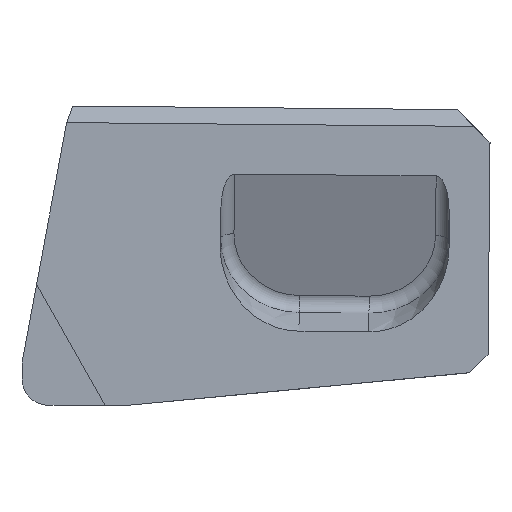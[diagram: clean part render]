
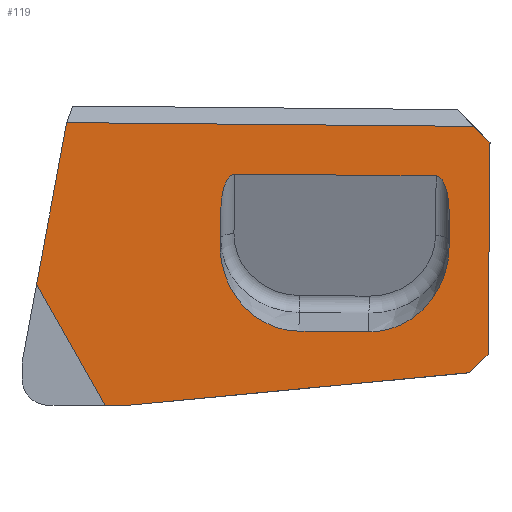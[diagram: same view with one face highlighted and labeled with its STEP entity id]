
A CAD part, top view. The second image highlights one B-rep face of the part: STEP entity #119.
In plain terms, the highlighted planar face has unit normal (0, 0, 1).
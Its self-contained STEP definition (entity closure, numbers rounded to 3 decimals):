
#41=FACE_BOUND('',#243,.T.);
#42=FACE_BOUND('',#244,.T.);
#45=ELLIPSE('',#936,2.581,2.393);
#46=ELLIPSE('',#937,1.068,0.4);
#47=ELLIPSE('',#938,2.581,2.393);
#91=B_SPLINE_CURVE_WITH_KNOTS('',3,(#1878,#1879,#1880,#1881,#1882,#1883,
#1884,#1885,#1886,#1887,#1888,#1889,#1890,#1891,#1892,#1893,#1894,#1895,
#1896,#1897),.UNSPECIFIED.,.F.,.F.,(4,1,1,1,1,1,1,1,1,1,1,1,1,1,1,1,1,4),
(0.,0.059,0.118,0.176,0.235,0.294,
0.353,0.412,0.471,0.529,0.588,
0.647,0.706,0.765,0.824,0.882,
0.941,1.),.UNSPECIFIED.);
#119=ADVANCED_FACE('',(#41,#42),#158,.F.);
#158=PLANE('',#939);
#243=EDGE_LOOP('',(#398,#399,#400,#401,#402,#403,#404,#405));
#244=EDGE_LOOP('',(#406,#407,#408,#409,#410,#411,#412,#413));
#398=ORIENTED_EDGE('',*,*,#647,.F.);
#399=ORIENTED_EDGE('',*,*,#642,.T.);
#400=ORIENTED_EDGE('',*,*,#648,.F.);
#401=ORIENTED_EDGE('',*,*,#649,.F.);
#402=ORIENTED_EDGE('',*,*,#650,.F.);
#403=ORIENTED_EDGE('',*,*,#651,.F.);
#404=ORIENTED_EDGE('',*,*,#652,.T.);
#405=ORIENTED_EDGE('',*,*,#626,.F.);
#406=ORIENTED_EDGE('',*,*,#653,.F.);
#407=ORIENTED_EDGE('',*,*,#654,.T.);
#408=ORIENTED_EDGE('',*,*,#655,.F.);
#409=ORIENTED_EDGE('',*,*,#656,.F.);
#410=ORIENTED_EDGE('',*,*,#657,.T.);
#411=ORIENTED_EDGE('',*,*,#658,.F.);
#412=ORIENTED_EDGE('',*,*,#659,.F.);
#413=ORIENTED_EDGE('',*,*,#660,.T.);
#533=VERTEX_POINT('',#1802);
#534=VERTEX_POINT('',#1804);
#546=VERTEX_POINT('',#1850);
#547=VERTEX_POINT('',#1852);
#549=VERTEX_POINT('',#1863);
#550=VERTEX_POINT('',#1865);
#551=VERTEX_POINT('',#1867);
#552=VERTEX_POINT('',#1869);
#553=VERTEX_POINT('',#1872);
#554=VERTEX_POINT('',#1873);
#555=VERTEX_POINT('',#1875);
#556=VERTEX_POINT('',#1877);
#557=VERTEX_POINT('',#1898);
#558=VERTEX_POINT('',#1900);
#559=VERTEX_POINT('',#1902);
#560=VERTEX_POINT('',#1904);
#626=EDGE_CURVE('',#533,#534,#729,.T.);
#642=EDGE_CURVE('',#547,#546,#743,.T.);
#647=EDGE_CURVE('',#547,#533,#747,.T.);
#648=EDGE_CURVE('',#549,#546,#748,.T.);
#649=EDGE_CURVE('',#550,#549,#749,.T.);
#650=EDGE_CURVE('',#551,#550,#750,.T.);
#651=EDGE_CURVE('',#552,#551,#751,.T.);
#652=EDGE_CURVE('',#552,#534,#752,.T.);
#653=EDGE_CURVE('',#553,#554,#753,.T.);
#654=EDGE_CURVE('',#553,#555,#45,.T.);
#655=EDGE_CURVE('',#556,#555,#754,.T.);
#656=EDGE_CURVE('',#557,#556,#91,.T.);
#657=EDGE_CURVE('',#557,#558,#755,.T.);
#658=EDGE_CURVE('',#559,#558,#46,.T.);
#659=EDGE_CURVE('',#560,#559,#756,.T.);
#660=EDGE_CURVE('',#560,#554,#47,.T.);
#729=LINE('',#1803,#817);
#743=LINE('',#1851,#831);
#747=LINE('',#1860,#835);
#748=LINE('',#1862,#836);
#749=LINE('',#1864,#837);
#750=LINE('',#1866,#838);
#751=LINE('',#1868,#839);
#752=LINE('',#1870,#840);
#753=LINE('',#1871,#841);
#754=LINE('',#1876,#842);
#755=LINE('',#1899,#843);
#756=LINE('',#1903,#844);
#817=VECTOR('',#1052,1.);
#831=VECTOR('',#1074,1.);
#835=VECTOR('',#1084,1.);
#836=VECTOR('',#1087,1.);
#837=VECTOR('',#1088,1.);
#838=VECTOR('',#1089,1.);
#839=VECTOR('',#1090,1.);
#840=VECTOR('',#1091,1.);
#841=VECTOR('',#1092,1.);
#842=VECTOR('',#1095,1.);
#843=VECTOR('',#1096,1.);
#844=VECTOR('',#1099,1.);
#936=AXIS2_PLACEMENT_3D('',#1874,#1093,#1094);
#937=AXIS2_PLACEMENT_3D('',#1901,#1097,#1098);
#938=AXIS2_PLACEMENT_3D('',#1905,#1100,#1101);
#939=AXIS2_PLACEMENT_3D('',#1906,#1102,#1103);
#1052=DIRECTION('',(0.183,0.983,0.));
#1074=DIRECTION('',(1.,-0.009,0.));
#1084=DIRECTION('',(-0.492,0.871,0.));
#1087=DIRECTION('',(-0.995,-0.095,0.));
#1088=DIRECTION('',(-0.714,-0.701,0.));
#1089=DIRECTION('',(-0.009,-1.,0.));
#1090=DIRECTION('',(0.701,-0.714,0.));
#1091=DIRECTION('',(-1.,0.009,0.));
#1092=DIRECTION('',(1.,-0.009,0.));
#1093=DIRECTION('',(0.,0.,-1.));
#1094=DIRECTION('',(-0.009,-1.,0.));
#1095=DIRECTION('',(-0.022,-1.,0.));
#1096=DIRECTION('',(1.,-0.009,0.));
#1097=DIRECTION('',(0.,0.,1.));
#1098=DIRECTION('',(0.009,1.,0.));
#1099=DIRECTION('',(-0.004,1.,0.));
#1100=DIRECTION('',(0.,0.,-1.));
#1101=DIRECTION('',(-0.009,-1.,0.));
#1102=DIRECTION('',(0.,0.,-1.));
#1103=DIRECTION('',(-0.009,-1.,0.));
#1802=CARTESIAN_POINT('',(0.446,3.628,0.));
#1803=CARTESIAN_POINT('',(0.446,3.628,0.));
#1804=CARTESIAN_POINT('',(1.349,8.488,0.));
#1850=CARTESIAN_POINT('',(3.,-0.028,0.));
#1851=CARTESIAN_POINT('',(2.51,-0.023,0.));
#1852=CARTESIAN_POINT('',(2.51,-0.023,0.));
#1860=CARTESIAN_POINT('',(2.51,-0.023,0.));
#1862=CARTESIAN_POINT('',(13.451,0.974,0.));
#1863=CARTESIAN_POINT('',(13.451,0.974,0.));
#1864=CARTESIAN_POINT('',(14.015,1.527,0.));
#1865=CARTESIAN_POINT('',(14.015,1.527,0.));
#1866=CARTESIAN_POINT('',(14.073,7.881,0.));
#1867=CARTESIAN_POINT('',(14.073,7.881,0.));
#1868=CARTESIAN_POINT('',(13.587,8.375,0.));
#1869=CARTESIAN_POINT('',(13.587,8.375,0.));
#1870=CARTESIAN_POINT('',(13.587,8.375,0.));
#1871=CARTESIAN_POINT('',(8.331,2.219,0.));
#1872=CARTESIAN_POINT('',(8.331,2.219,0.));
#1873=CARTESIAN_POINT('',(10.431,2.2,0.));
#1874=CARTESIAN_POINT('',(8.354,4.801,0.));
#1875=CARTESIAN_POINT('',(5.962,4.859,0.));
#1876=CARTESIAN_POINT('',(5.985,5.915,0.));
#1877=CARTESIAN_POINT('',(5.985,5.915,0.));
#1878=CARTESIAN_POINT('',(6.394,6.941,0.));
#1879=CARTESIAN_POINT('',(6.386,6.942,0.));
#1880=CARTESIAN_POINT('',(6.369,6.94,0.));
#1881=CARTESIAN_POINT('',(6.342,6.934,0.));
#1882=CARTESIAN_POINT('',(6.315,6.922,0.));
#1883=CARTESIAN_POINT('',(6.287,6.904,0.));
#1884=CARTESIAN_POINT('',(6.258,6.88,0.));
#1885=CARTESIAN_POINT('',(6.228,6.849,0.));
#1886=CARTESIAN_POINT('',(6.199,6.81,0.));
#1887=CARTESIAN_POINT('',(6.17,6.765,0.));
#1888=CARTESIAN_POINT('',(6.142,6.711,0.));
#1889=CARTESIAN_POINT('',(6.115,6.65,0.));
#1890=CARTESIAN_POINT('',(6.089,6.579,0.));
#1891=CARTESIAN_POINT('',(6.065,6.499,0.));
#1892=CARTESIAN_POINT('',(6.042,6.408,0.));
#1893=CARTESIAN_POINT('',(6.021,6.306,0.));
#1894=CARTESIAN_POINT('',(6.004,6.191,0.));
#1895=CARTESIAN_POINT('',(5.991,6.063,0.));
#1896=CARTESIAN_POINT('',(5.986,5.966,0.));
#1897=CARTESIAN_POINT('',(5.985,5.915,0.));
#1898=CARTESIAN_POINT('',(6.394,6.941,0.));
#1899=CARTESIAN_POINT('',(6.394,6.941,0.));
#1900=CARTESIAN_POINT('',(12.453,6.886,0.));
#1901=CARTESIAN_POINT('',(12.443,5.818,0.));
#1902=CARTESIAN_POINT('',(12.843,5.852,0.));
#1903=CARTESIAN_POINT('',(12.848,4.796,0.));
#1904=CARTESIAN_POINT('',(12.848,4.796,0.));
#1905=CARTESIAN_POINT('',(10.454,4.782,0.));
#1906=CARTESIAN_POINT('',(-0.954,-0.841,0.));
